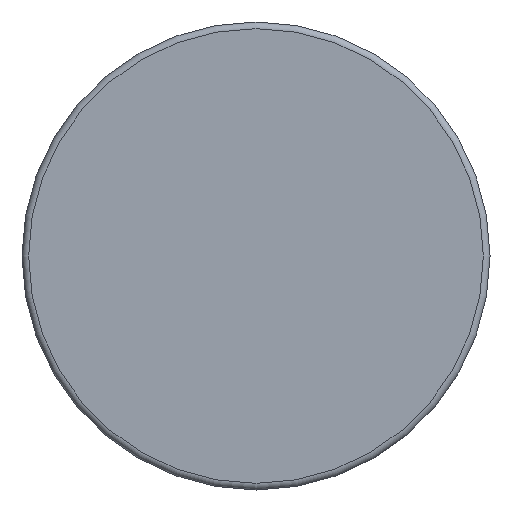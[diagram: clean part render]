
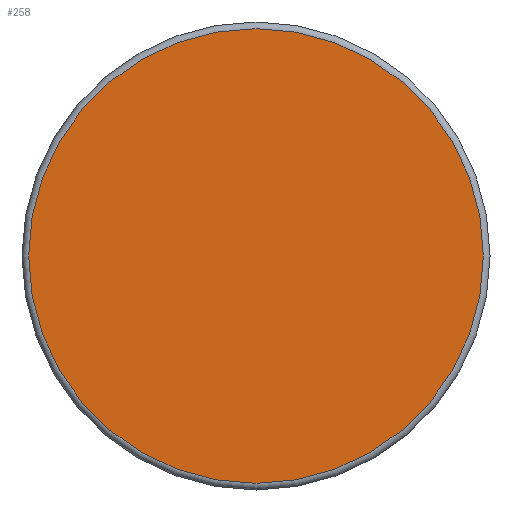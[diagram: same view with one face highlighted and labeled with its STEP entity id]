
A CAD part, front view. The second image highlights one B-rep face of the part: STEP entity #258.
In plain terms, the highlighted planar face has unit normal (0, -1, 0).
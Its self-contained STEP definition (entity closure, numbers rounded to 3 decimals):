
#1 = EDGE_CURVE ( 'NONE', #1417, #1417, #1393, .T. ) ;
#182 = FACE_OUTER_BOUND ( 'NONE', #671, .T. ) ;
#258 = ADVANCED_FACE ( 'NONE', ( #182 ), #1155, .F. ) ;
#417 = DIRECTION ( 'NONE',  ( 0., 1., 0. ) ) ;
#554 = DIRECTION ( 'NONE',  ( 0., 0., 1. ) ) ;
#555 = DIRECTION ( 'NONE',  ( 0., 0., 1. ) ) ;
#651 = AXIS2_PLACEMENT_3D ( 'NONE', #1512, #417, #554 ) ;
#663 = ORIENTED_EDGE ( 'NONE', *, *, #1, .T. ) ;
#671 = EDGE_LOOP ( 'NONE', ( #663 ) ) ;
#813 = CARTESIAN_POINT ( 'NONE',  ( 0., -20.5, 34.2 ) ) ;
#1018 = DIRECTION ( 'NONE',  ( 0., -1., 0. ) ) ;
#1127 = CARTESIAN_POINT ( 'NONE',  ( 0., -20.5, 0. ) ) ;
#1155 = PLANE ( 'NONE',  #651 ) ;
#1393 = CIRCLE ( 'NONE', #1464, 34.2 ) ;
#1417 = VERTEX_POINT ( 'NONE', #813 ) ;
#1464 = AXIS2_PLACEMENT_3D ( 'NONE', #1127, #1018, #555 ) ;
#1512 = CARTESIAN_POINT ( 'NONE',  ( 0., -20.5, 0. ) ) ;
